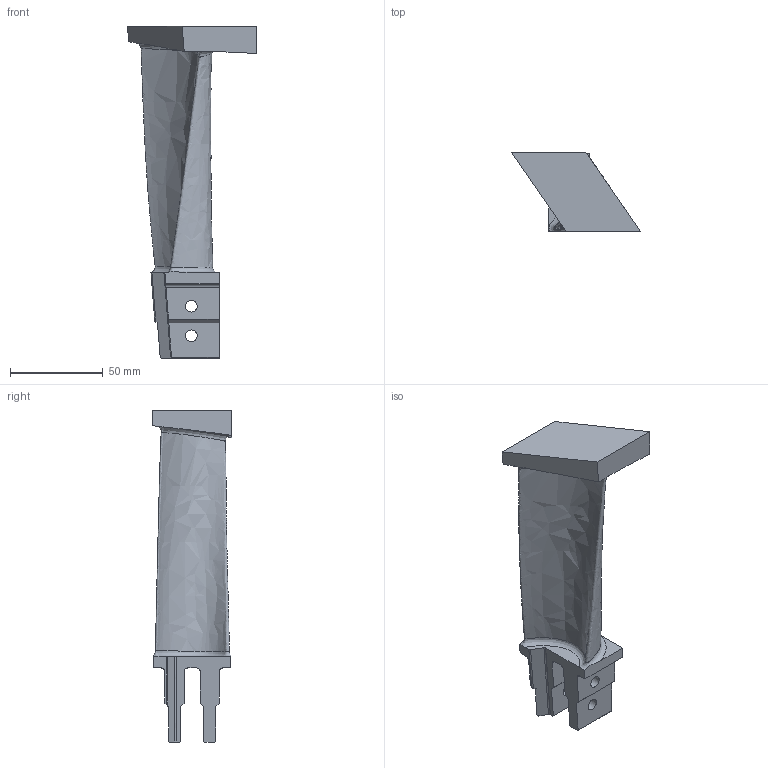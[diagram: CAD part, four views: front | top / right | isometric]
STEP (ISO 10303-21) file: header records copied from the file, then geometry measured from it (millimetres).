
FILE_DESCRIPTION(/* description */ (''),/* implementation_level */ '2;1');
FILE_NAME(/* name */ 'R 7.stp',/* time_stamp */ '2023-09-25T07:20:50+06:00',/* author */ (''),/* organization */ (''),/* preprocessor_version */ 'ST-DEVELOPER v18.1',/* originating_system */ 'SIEMENS PLM Software NX 1969',/* authorisation */ '');
FILE_SCHEMA (('AUTOMOTIVE_DESIGN { 1 0 10303 214 3 1 1 1 }'));
Length unit declared in the file: millimetre
Products named in the file (1): Dell1A78626Dfcco
Bounding box: 69.73 x 42.96 x 179.4 mm (x, y, z)
Volume: 87756.3 mm3; surface area: 28019.5 mm2
Topology: 1 solids, 1 shells, 53 faces, 158 edges, 107 vertices
Faces by surface type: plane 35, cylinder 10, bspline 6, cone 2
Full cylindrical faces by diameter (mm): 6.3 x4
Entity records: 4029 total; most frequent: CARTESIAN_POINT 2673, ORIENTED_EDGE 288, DIRECTION 240, EDGE_CURVE 144, VERTEX_POINT 100, LINE 92, VECTOR 92, AXIS2_PLACEMENT_3D 74
